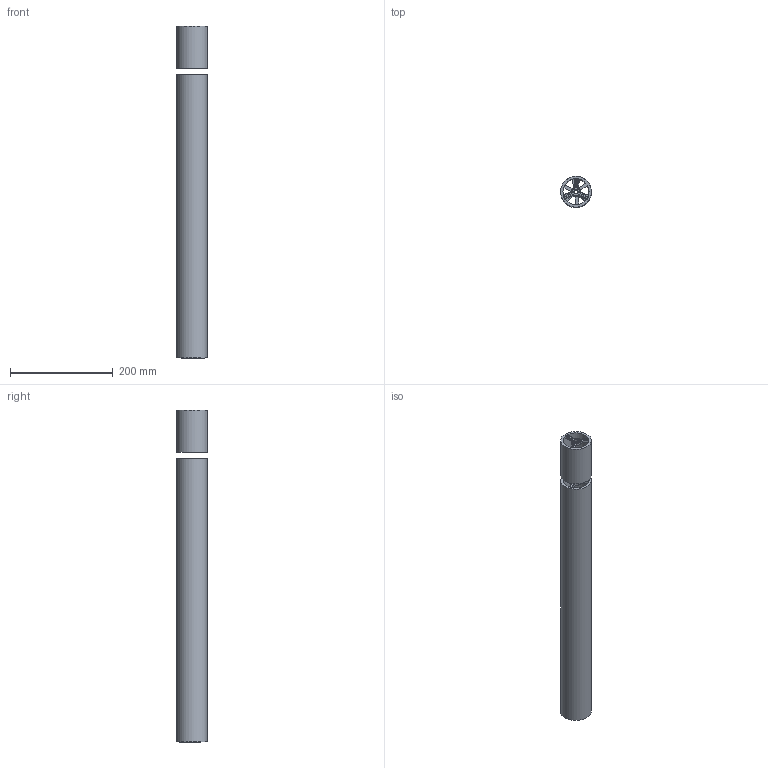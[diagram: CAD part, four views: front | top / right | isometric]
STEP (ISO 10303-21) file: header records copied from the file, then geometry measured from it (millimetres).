
FILE_DESCRIPTION((''),'2;1');
FILE_NAME('PIPE ASSEMBLY.iam.step','2013-12-08T06:24:11',(''),(''),'Autodesk Inventor 2013','Autodesk Inventor 2013','');
FILE_SCHEMA(('AUTOMOTIVE_DESIGN { 1 0 10303 214 1 1 1 1 }'));
Length unit declared in the file: inch
Products named in the file (4): PIPE ASSEMBLY; _SHORT PIPE; _LONG PIPE; ALLIGNER
Assembly tree (6 placements, depth 2):
  PIPE ASSEMBLY
    _SHORT PIPE
    _LONG PIPE
    ALLIGNER  x4
Bounding box: 60.33 x 60.33 x 647.5 mm (x, y, z)
Volume: 539905.2 mm3; surface area: 233065.9 mm2
Topology: 6 solids, 6 shells, 212 faces, 480 edges, 280 vertices
Faces by surface type: cylinder 104, torus 48, plane 36, sphere 24
Full cylindrical faces by diameter (mm): 8.138 x4, 50.8 x2, 60.325 x2
Entity records: 1763 total; most frequent: DIRECTION 344, CARTESIAN_POINT 269, ORIENTED_EDGE 248, AXIS2_PLACEMENT_3D 151, EDGE_CURVE 124, CIRCLE 82, VERTEX_POINT 76, EDGE_LOOP 70
